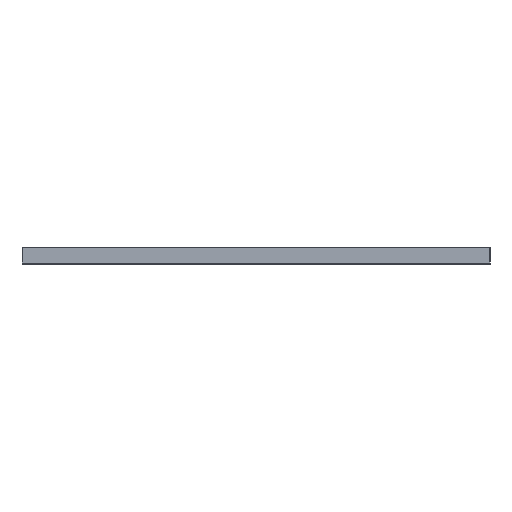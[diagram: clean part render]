
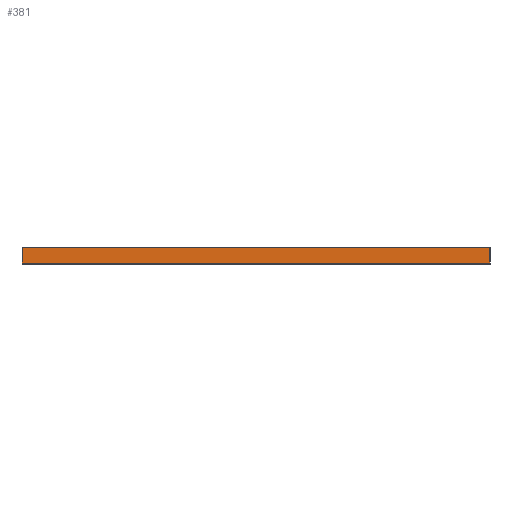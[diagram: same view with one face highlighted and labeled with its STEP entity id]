
A CAD part, left-side view. The second image highlights one B-rep face of the part: STEP entity #381.
In plain terms, the highlighted planar face has unit normal (-1, 0, 0).
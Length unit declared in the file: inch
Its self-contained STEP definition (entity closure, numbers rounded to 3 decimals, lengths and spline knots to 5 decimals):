
#9 = DIRECTION ( 'NONE',  ( 0., 0., -1. ) ) ;
#76 = VECTOR ( 'NONE', #332, 39.37008 ) ;
#160 = CARTESIAN_POINT ( 'NONE',  ( -9.5, 1.75, 0.125 ) ) ;
#224 = VERTEX_POINT ( 'NONE', #1110 ) ;
#300 = CARTESIAN_POINT ( 'NONE',  ( -9.5, 1.75, 0.01 ) ) ;
#332 = DIRECTION ( 'NONE',  ( 0., -1., 0. ) ) ;
#378 = DIRECTION ( 'NONE',  ( 0., 0., -1. ) ) ;
#381 = ADVANCED_FACE ( 'NONE', ( #540 ), #926, .F. ) ;
#459 = EDGE_CURVE ( 'NONE', #1331, #1307, #1514, .T. ) ;
#540 = FACE_OUTER_BOUND ( 'NONE', #755, .T. ) ;
#565 = LINE ( 'NONE', #1633, #1357 ) ;
#577 = LINE ( 'NONE', #1530, #76 ) ;
#624 = CARTESIAN_POINT ( 'NONE',  ( -9.5, 1.75, 0.125 ) ) ;
#690 = AXIS2_PLACEMENT_3D ( 'NONE', #624, #1650, #786 ) ;
#755 = EDGE_LOOP ( 'NONE', ( #1734, #1102, #935, #1197 ) ) ;
#786 = DIRECTION ( 'NONE',  ( 0., 1., 0. ) ) ;
#926 = PLANE ( 'NONE',  #690 ) ;
#935 = ORIENTED_EDGE ( 'NONE', *, *, #1672, .F. ) ;
#960 = EDGE_CURVE ( 'NONE', #1048, #1331, #565, .T. ) ;
#997 = CARTESIAN_POINT ( 'NONE',  ( -9.5, -1.75, 0.125 ) ) ;
#1000 = EDGE_CURVE ( 'NONE', #224, #1307, #1792, .T. ) ;
#1022 = VECTOR ( 'NONE', #378, 39.37008 ) ;
#1048 = VERTEX_POINT ( 'NONE', #997 ) ;
#1097 = CARTESIAN_POINT ( 'NONE',  ( -9.5, -1.75, 0.01 ) ) ;
#1102 = ORIENTED_EDGE ( 'NONE', *, *, #960, .F. ) ;
#1110 = CARTESIAN_POINT ( 'NONE',  ( -9.5, 1.75, 0.125 ) ) ;
#1197 = ORIENTED_EDGE ( 'NONE', *, *, #1000, .T. ) ;
#1248 = DIRECTION ( 'NONE',  ( 0., 1., 0. ) ) ;
#1307 = VERTEX_POINT ( 'NONE', #300 ) ;
#1331 = VERTEX_POINT ( 'NONE', #1777 ) ;
#1357 = VECTOR ( 'NONE', #9, 39.37008 ) ;
#1468 = VECTOR ( 'NONE', #1248, 39.37008 ) ;
#1514 = LINE ( 'NONE', #1097, #1468 ) ;
#1530 = CARTESIAN_POINT ( 'NONE',  ( -9.5, 1.75, 0.125 ) ) ;
#1633 = CARTESIAN_POINT ( 'NONE',  ( -9.5, -1.75, 0.125 ) ) ;
#1650 = DIRECTION ( 'NONE',  ( 1., 0., 0. ) ) ;
#1672 = EDGE_CURVE ( 'NONE', #224, #1048, #577, .T. ) ;
#1734 = ORIENTED_EDGE ( 'NONE', *, *, #459, .F. ) ;
#1777 = CARTESIAN_POINT ( 'NONE',  ( -9.5, -1.75, 0.01 ) ) ;
#1792 = LINE ( 'NONE', #160, #1022 ) ;
